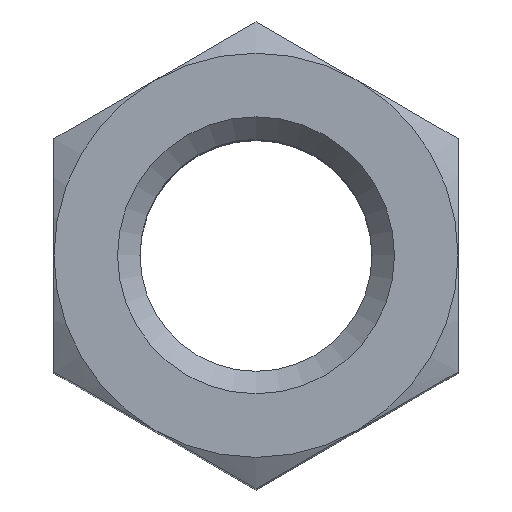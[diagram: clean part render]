
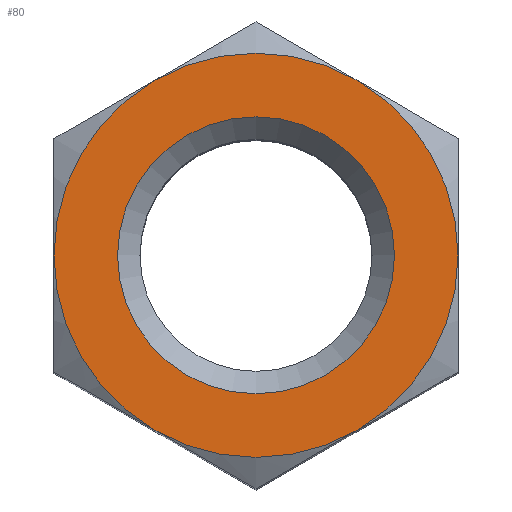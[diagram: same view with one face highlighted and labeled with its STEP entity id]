
A CAD part, top view. The second image highlights one B-rep face of the part: STEP entity #80.
In plain terms, the highlighted planar face has unit normal (0, 0, 1).
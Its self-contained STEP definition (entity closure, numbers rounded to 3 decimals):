
#80 = ADVANCED_FACE( '', ( #194, #195 ), #196, .F. );
#194 = FACE_BOUND( '', #494, .T. );
#195 = FACE_OUTER_BOUND( '', #495, .T. );
#196 = PLANE( '', #496 );
#494 = EDGE_LOOP( '', ( #816 ) );
#495 = EDGE_LOOP( '', ( #817, #818, #819, #820, #821, #822 ) );
#496 = AXIS2_PLACEMENT_3D( '', #823, #824, #825 );
#816 = ORIENTED_EDGE( '', *, *, #1361, .T. );
#817 = ORIENTED_EDGE( '', *, *, #1364, .F. );
#818 = ORIENTED_EDGE( '', *, *, #1374, .F. );
#819 = ORIENTED_EDGE( '', *, *, #1375, .F. );
#820 = ORIENTED_EDGE( '', *, *, #1376, .F. );
#821 = ORIENTED_EDGE( '', *, *, #1377, .F. );
#822 = ORIENTED_EDGE( '', *, *, #1378, .F. );
#823 = CARTESIAN_POINT( '', ( -13.5, -7.794, 54. ) );
#824 = DIRECTION( '', ( 0., 0., -1. ) );
#825 = DIRECTION( '', ( -1., 0., 0. ) );
#1361 = EDGE_CURVE( '', #1493, #1493, #1494, .T. );
#1364 = EDGE_CURVE( '', #1498, #1496, #1500, .T. );
#1374 = EDGE_CURVE( '', #1517, #1498, #1518, .T. );
#1375 = EDGE_CURVE( '', #1519, #1517, #1520, .T. );
#1376 = EDGE_CURVE( '', #1521, #1519, #1522, .T. );
#1377 = EDGE_CURVE( '', #1523, #1521, #1524, .T. );
#1378 = EDGE_CURVE( '', #1496, #1523, #1525, .T. );
#1493 = VERTEX_POINT( '', #1733 );
#1494 = CIRCLE( '', #1734, 9.25 );
#1496 = VERTEX_POINT( '', #1736 );
#1498 = VERTEX_POINT( '', #1743 );
#1500 = CIRCLE( '', #1752, 13.5 );
#1517 = VERTEX_POINT( '', #1808 );
#1518 = CIRCLE( '', #1809, 13.5 );
#1519 = VERTEX_POINT( '', #1810 );
#1520 = CIRCLE( '', #1811, 13.5 );
#1521 = VERTEX_POINT( '', #1812 );
#1522 = CIRCLE( '', #1813, 13.5 );
#1523 = VERTEX_POINT( '', #1814 );
#1524 = CIRCLE( '', #1815, 13.5 );
#1525 = CIRCLE( '', #1816, 13.5 );
#1733 = CARTESIAN_POINT( '', ( -9.25, 0., 54. ) );
#1734 = AXIS2_PLACEMENT_3D( '', #2126, #2127, #2128 );
#1736 = CARTESIAN_POINT( '', ( 6.75, 11.691, 54. ) );
#1743 = CARTESIAN_POINT( '', ( -6.75, 11.691, 54. ) );
#1752 = AXIS2_PLACEMENT_3D( '', #2129, #2130, #2131 );
#1808 = CARTESIAN_POINT( '', ( -13.5, 0., 54. ) );
#1809 = AXIS2_PLACEMENT_3D( '', #2135, #2136, #2137 );
#1810 = CARTESIAN_POINT( '', ( -6.75, -11.691, 54. ) );
#1811 = AXIS2_PLACEMENT_3D( '', #2138, #2139, #2140 );
#1812 = CARTESIAN_POINT( '', ( 6.75, -11.691, 54. ) );
#1813 = AXIS2_PLACEMENT_3D( '', #2141, #2142, #2143 );
#1814 = CARTESIAN_POINT( '', ( 13.5, 0., 54. ) );
#1815 = AXIS2_PLACEMENT_3D( '', #2144, #2145, #2146 );
#1816 = AXIS2_PLACEMENT_3D( '', #2147, #2148, #2149 );
#2126 = CARTESIAN_POINT( '', ( 0., 0., 54. ) );
#2127 = DIRECTION( '', ( 0., 0., -1. ) );
#2128 = DIRECTION( '', ( -1., 0., 0. ) );
#2129 = CARTESIAN_POINT( '', ( 0., 0., 54. ) );
#2130 = DIRECTION( '', ( 0., 0., -1. ) );
#2131 = DIRECTION( '', ( -1., 0., 0. ) );
#2135 = CARTESIAN_POINT( '', ( 0., 0., 54. ) );
#2136 = DIRECTION( '', ( 0., 0., -1. ) );
#2137 = DIRECTION( '', ( -1., 0., 0. ) );
#2138 = CARTESIAN_POINT( '', ( 0., 0., 54. ) );
#2139 = DIRECTION( '', ( 0., 0., -1. ) );
#2140 = DIRECTION( '', ( -1., 0., 0. ) );
#2141 = CARTESIAN_POINT( '', ( 0., 0., 54. ) );
#2142 = DIRECTION( '', ( 0., 0., -1. ) );
#2143 = DIRECTION( '', ( -1., 0., 0. ) );
#2144 = CARTESIAN_POINT( '', ( 0., 0., 54. ) );
#2145 = DIRECTION( '', ( 0., 0., -1. ) );
#2146 = DIRECTION( '', ( -1., 0., 0. ) );
#2147 = CARTESIAN_POINT( '', ( 0., 0., 54. ) );
#2148 = DIRECTION( '', ( 0., 0., -1. ) );
#2149 = DIRECTION( '', ( -1., 0., 0. ) );
